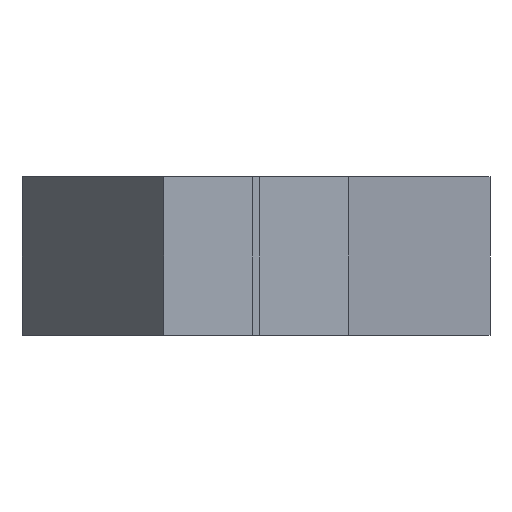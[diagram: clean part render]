
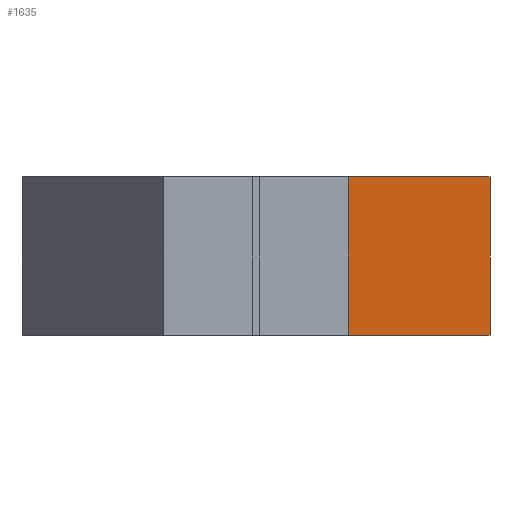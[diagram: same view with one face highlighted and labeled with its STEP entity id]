
A CAD part, left-side view. The second image highlights one B-rep face of the part: STEP entity #1635.
In plain terms, the highlighted planar face has unit normal (-0.551, -0.835, 0).
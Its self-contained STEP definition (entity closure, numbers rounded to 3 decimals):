
#35 = DIRECTION ( 'NONE',  ( -0.835, 0.551, 0. ) ) ;
#54 = EDGE_CURVE ( 'NONE', #374, #468, #572, .T. ) ;
#158 = VECTOR ( 'NONE', #35, 1000. ) ;
#232 = CARTESIAN_POINT ( 'NONE',  ( 0.28, -11.487, -11.105 ) ) ;
#248 = VECTOR ( 'NONE', #1476, 1000. ) ;
#285 = CARTESIAN_POINT ( 'NONE',  ( 0.28, -11.487, -5. ) ) ;
#301 = EDGE_LOOP ( 'NONE', ( #891, #1586, #1316, #743 ) ) ;
#325 = AXIS2_PLACEMENT_3D ( 'NONE', #456, #1562, #1681 ) ;
#354 = VECTOR ( 'NONE', #415, 1000. ) ;
#374 = VERTEX_POINT ( 'NONE', #555 ) ;
#415 = DIRECTION ( 'NONE',  ( 0., 0., 1. ) ) ;
#456 = CARTESIAN_POINT ( 'NONE',  ( -5.197, -7.871, -11.105 ) ) ;
#468 = VERTEX_POINT ( 'NONE', #285 ) ;
#508 = VECTOR ( 'NONE', #876, 1000. ) ;
#555 = CARTESIAN_POINT ( 'NONE',  ( -10.249, -4.536, -5. ) ) ;
#572 = LINE ( 'NONE', #1151, #508 ) ;
#655 = LINE ( 'NONE', #1553, #158 ) ;
#702 = LINE ( 'NONE', #1114, #354 ) ;
#739 = EDGE_CURVE ( 'NONE', #468, #1749, #790, .T. ) ;
#743 = ORIENTED_EDGE ( 'NONE', *, *, #1576, .T. ) ;
#790 = LINE ( 'NONE', #232, #248 ) ;
#859 = EDGE_CURVE ( 'NONE', #374, #1445, #702, .T. ) ;
#876 = DIRECTION ( 'NONE',  ( 0.835, -0.551, 0. ) ) ;
#891 = ORIENTED_EDGE ( 'NONE', *, *, #859, .F. ) ;
#1006 = PLANE ( 'NONE',  #325 ) ;
#1106 = CARTESIAN_POINT ( 'NONE',  ( -10.249, -4.536, 2.8 ) ) ;
#1114 = CARTESIAN_POINT ( 'NONE',  ( -10.249, -4.536, -11.105 ) ) ;
#1151 = CARTESIAN_POINT ( 'NONE',  ( -5.197, -7.871, -5. ) ) ;
#1291 = FACE_OUTER_BOUND ( 'NONE', #301, .T. ) ;
#1316 = ORIENTED_EDGE ( 'NONE', *, *, #739, .T. ) ;
#1445 = VERTEX_POINT ( 'NONE', #1106 ) ;
#1476 = DIRECTION ( 'NONE',  ( 0., 0., 1. ) ) ;
#1553 = CARTESIAN_POINT ( 'NONE',  ( -5.197, -7.871, 2.8 ) ) ;
#1562 = DIRECTION ( 'NONE',  ( 0.551, 0.835, 0. ) ) ;
#1576 = EDGE_CURVE ( 'NONE', #1749, #1445, #655, .T. ) ;
#1580 = CARTESIAN_POINT ( 'NONE',  ( 0.28, -11.487, 2.8 ) ) ;
#1586 = ORIENTED_EDGE ( 'NONE', *, *, #54, .T. ) ;
#1635 = ADVANCED_FACE ( 'NONE', ( #1291 ), #1006, .F. ) ;
#1681 = DIRECTION ( 'NONE',  ( -0.835, 0.551, 0. ) ) ;
#1749 = VERTEX_POINT ( 'NONE', #1580 ) ;
